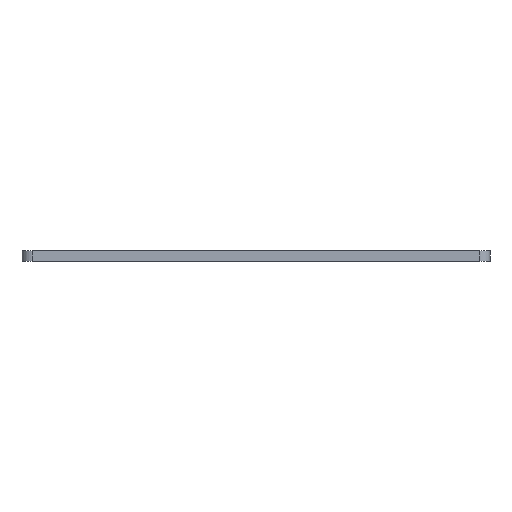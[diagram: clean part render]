
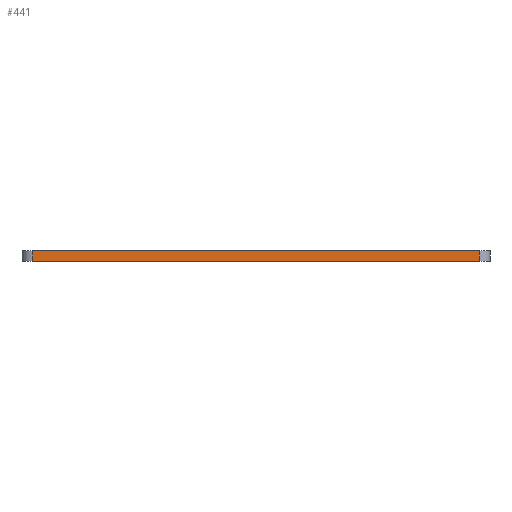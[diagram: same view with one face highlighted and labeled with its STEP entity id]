
A CAD part, front view. The second image highlights one B-rep face of the part: STEP entity #441.
In plain terms, the highlighted planar face has unit normal (0, -1, 0).
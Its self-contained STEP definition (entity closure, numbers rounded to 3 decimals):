
#4 = AXIS2_PLACEMENT_3D ( 'NONE', #791, #796, #797 ) ;
#24 = EDGE_CURVE ( 'NONE', #510, #516, #408, .T. ) ;
#79 = EDGE_CURVE ( 'NONE', #492, #533, #220, .T. ) ;
#82 = EDGE_CURVE ( 'NONE', #533, #516, #265, .T. ) ;
#111 = EDGE_CURVE ( 'NONE', #492, #510, #203, .T. ) ;
#168 = ORIENTED_EDGE ( 'NONE', *, *, #111, .F. ) ;
#203 = LINE ( 'NONE', #701, #209 ) ;
#209 = VECTOR ( 'NONE', #702, 1000. ) ;
#220 = LINE ( 'NONE', #646, #273 ) ;
#228 = VECTOR ( 'NONE', #586, 1000. ) ;
#265 = LINE ( 'NONE', #579, #311 ) ;
#269 = EDGE_LOOP ( 'NONE', ( #352, #277, #168, #356 ) ) ;
#273 = VECTOR ( 'NONE', #647, 1000. ) ;
#277 = ORIENTED_EDGE ( 'NONE', *, *, #24, .F. ) ;
#311 = VECTOR ( 'NONE', #663, 1000. ) ;
#352 = ORIENTED_EDGE ( 'NONE', *, *, #82, .T. ) ;
#356 = ORIENTED_EDGE ( 'NONE', *, *, #79, .T. ) ;
#408 = LINE ( 'NONE', #667, #228 ) ;
#417 = FACE_OUTER_BOUND ( 'NONE', #269, .T. ) ;
#441 = ADVANCED_FACE ( 'NONE', ( #417 ), #793, .F. ) ;
#492 = VERTEX_POINT ( 'NONE', #831 ) ;
#510 = VERTEX_POINT ( 'NONE', #839 ) ;
#516 = VERTEX_POINT ( 'NONE', #840 ) ;
#533 = VERTEX_POINT ( 'NONE', #851 ) ;
#579 = CARTESIAN_POINT ( 'NONE',  ( 11., -13., 0. ) ) ;
#586 = DIRECTION ( 'NONE',  ( 0., 0., -1. ) ) ;
#646 = CARTESIAN_POINT ( 'NONE',  ( -73., -13., 2. ) ) ;
#647 = DIRECTION ( 'NONE',  ( 0., 0., -1. ) ) ;
#663 = DIRECTION ( 'NONE',  ( 1., 0., 0. ) ) ;
#667 = CARTESIAN_POINT ( 'NONE',  ( 11., -13., 2. ) ) ;
#701 = CARTESIAN_POINT ( 'NONE',  ( 11., -13., 2. ) ) ;
#702 = DIRECTION ( 'NONE',  ( 1., 0., 0. ) ) ;
#791 = CARTESIAN_POINT ( 'NONE',  ( 11., -13., 2. ) ) ;
#793 = PLANE ( 'NONE',  #4 ) ;
#796 = DIRECTION ( 'NONE',  ( 0., 1., 0. ) ) ;
#797 = DIRECTION ( 'NONE',  ( 0., 0., 1. ) ) ;
#831 = CARTESIAN_POINT ( 'NONE',  ( -73., -13., 2. ) ) ;
#839 = CARTESIAN_POINT ( 'NONE',  ( 11., -13., 2. ) ) ;
#840 = CARTESIAN_POINT ( 'NONE',  ( 11., -13., 0. ) ) ;
#851 = CARTESIAN_POINT ( 'NONE',  ( -73., -13., 0. ) ) ;
